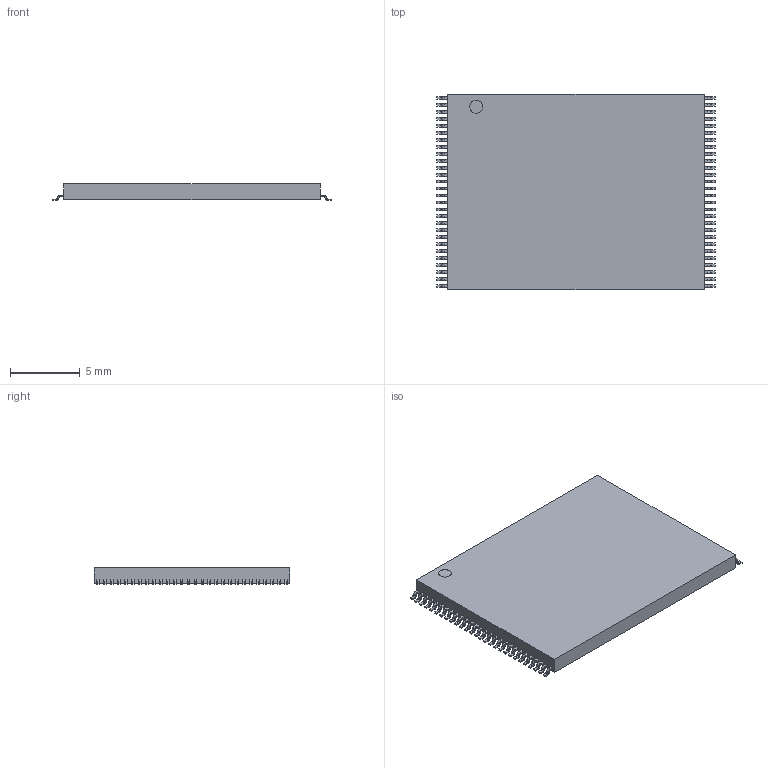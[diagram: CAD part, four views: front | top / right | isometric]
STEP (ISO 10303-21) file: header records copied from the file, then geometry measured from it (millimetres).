
FILE_DESCRIPTION(('STEP AP214'),'1');
FILE_NAME('TSOP56_20X14_MRN','2024-01-10T08:44:19',(''),(''),'','','');
FILE_SCHEMA(('AUTOMOTIVE_DESIGN'));
Length unit declared in the file: millimetre
Products named in the file (1): product
Bounding box: 19.99 x 14 x 1.2 mm (x, y, z)
Volume: 295.2 mm3; surface area: 623.7 mm2
Topology: 58 solids, 58 shells, 793 faces, 2031 edges, 1354 vertices
Faces by surface type: plane 568, cylinder 225
Full cylindrical faces by diameter (mm): 0.919 x1
Entity records: 22997 total; most frequent: DIRECTION 4070, ORIENTED_EDGE 4060, CARTESIAN_POINT 2375, EDGE_CURVE 2030, LINE 1580, VECTOR 1580, VERTEX_POINT 1354, AXIS2_PLACEMENT_3D 1245
